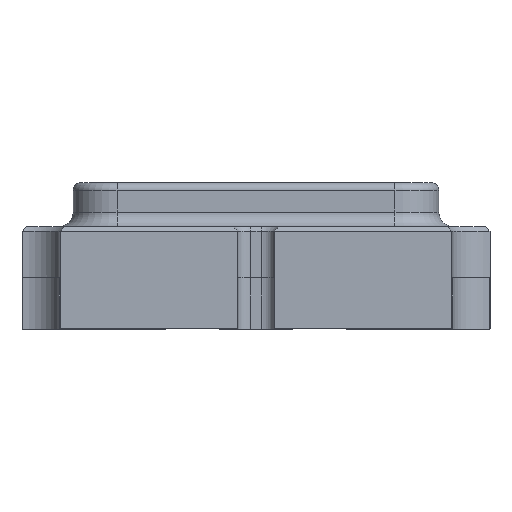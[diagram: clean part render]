
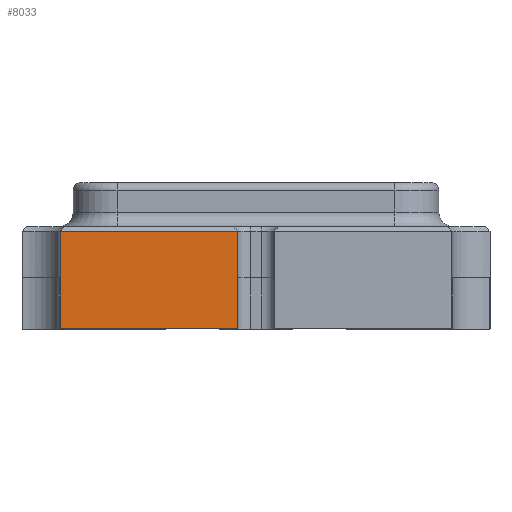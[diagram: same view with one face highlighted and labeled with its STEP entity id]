
A CAD part, front view. The second image highlights one B-rep face of the part: STEP entity #8033.
In plain terms, the highlighted planar face has unit normal (0, -1, 0).
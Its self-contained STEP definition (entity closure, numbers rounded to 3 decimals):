
#1324 = CARTESIAN_POINT ( 'NONE',  ( -0.126, -1.25, 0.7 ) ) ;
#1484 = VECTOR ( 'NONE', #3856, 1000. ) ;
#1608 = VERTEX_POINT ( 'NONE', #2705 ) ;
#1855 = CARTESIAN_POINT ( 'NONE',  ( -1.34, -1.25, 0.67 ) ) ;
#1987 = VECTOR ( 'NONE', #3320, 1000. ) ;
#2145 = CARTESIAN_POINT ( 'NONE',  ( -1.34, -1.25, 0.7 ) ) ;
#2158 = EDGE_CURVE ( 'NONE', #10895, #6888, #12331, .T. ) ;
#2589 = CARTESIAN_POINT ( 'NONE',  ( -1.34, -1.25, 0.001 ) ) ;
#2705 = CARTESIAN_POINT ( 'NONE',  ( -1.34, -1.25, 0.67 ) ) ;
#2921 = ORIENTED_EDGE ( 'NONE', *, *, #11653, .F. ) ;
#3320 = DIRECTION ( 'NONE',  ( 0., 0., -1. ) ) ;
#3479 = LINE ( 'NONE', #5434, #12251 ) ;
#3856 = DIRECTION ( 'NONE',  ( -1., 0., 0. ) ) ;
#4043 = VECTOR ( 'NONE', #10463, 1000. ) ;
#5266 = CARTESIAN_POINT ( 'NONE',  ( -1.34, -1.25, 0.001 ) ) ;
#5350 = LINE ( 'NONE', #1324, #1987 ) ;
#5434 = CARTESIAN_POINT ( 'NONE',  ( -1.34, -1.25, 0.7 ) ) ;
#5687 = LINE ( 'NONE', #1855, #1484 ) ;
#5688 = EDGE_CURVE ( 'NONE', #11615, #1608, #5687, .T. ) ;
#5919 = DIRECTION ( 'NONE',  ( 1., 0., 0. ) ) ;
#6549 = DIRECTION ( 'NONE',  ( 0., 0., -1. ) ) ;
#6888 = VERTEX_POINT ( 'NONE', #7679 ) ;
#7065 = ORIENTED_EDGE ( 'NONE', *, *, #2158, .T. ) ;
#7633 = ORIENTED_EDGE ( 'NONE', *, *, #11419, .T. ) ;
#7679 = CARTESIAN_POINT ( 'NONE',  ( -0.126, -1.25, 0.001 ) ) ;
#7770 = CARTESIAN_POINT ( 'NONE',  ( -0.126, -1.25, 0.67 ) ) ;
#8033 = ADVANCED_FACE ( 'NONE', ( #10876 ), #10923, .F. ) ;
#8996 = EDGE_LOOP ( 'NONE', ( #2921, #10012, #7633, #7065 ) ) ;
#10012 = ORIENTED_EDGE ( 'NONE', *, *, #5688, .T. ) ;
#10211 = AXIS2_PLACEMENT_3D ( 'NONE', #2145, #12615, #5919 ) ;
#10463 = DIRECTION ( 'NONE',  ( 1., 0., 0. ) ) ;
#10876 = FACE_OUTER_BOUND ( 'NONE', #8996, .T. ) ;
#10895 = VERTEX_POINT ( 'NONE', #5266 ) ;
#10923 = PLANE ( 'NONE',  #10211 ) ;
#11419 = EDGE_CURVE ( 'NONE', #1608, #10895, #3479, .T. ) ;
#11615 = VERTEX_POINT ( 'NONE', #7770 ) ;
#11653 = EDGE_CURVE ( 'NONE', #11615, #6888, #5350, .T. ) ;
#12251 = VECTOR ( 'NONE', #6549, 1000. ) ;
#12331 = LINE ( 'NONE', #2589, #4043 ) ;
#12615 = DIRECTION ( 'NONE',  ( 0., 1., 0. ) ) ;
